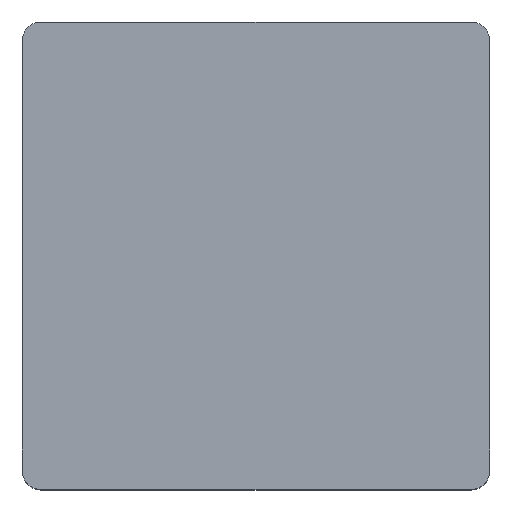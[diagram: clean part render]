
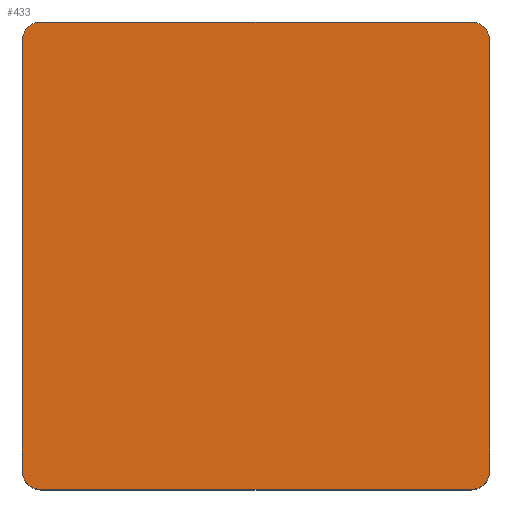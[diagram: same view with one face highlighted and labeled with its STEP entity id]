
A CAD part, top view. The second image highlights one B-rep face of the part: STEP entity #433.
In plain terms, the highlighted planar face has unit normal (0, 0, 1).
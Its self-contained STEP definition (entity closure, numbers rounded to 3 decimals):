
#143 = VERTEX_POINT('',#144);
#144 = CARTESIAN_POINT('',(1.,0.,17.6));
#150 = EDGE_CURVE('',#143,#151,#153,.T.);
#151 = VERTEX_POINT('',#152);
#152 = CARTESIAN_POINT('',(24.4,0.,17.6));
#153 = LINE('',#154,#155);
#154 = CARTESIAN_POINT('',(0.,0.,17.6));
#155 = VECTOR('',#156,1.);
#156 = DIRECTION('',(1.,0.,0.));
#174 = VERTEX_POINT('',#175);
#175 = CARTESIAN_POINT('',(25.4,-1.,17.6));
#181 = EDGE_CURVE('',#151,#174,#182,.T.);
#182 = CIRCLE('',#183,1.);
#183 = AXIS2_PLACEMENT_3D('',#184,#185,#186);
#184 = CARTESIAN_POINT('',(24.4,-1.,17.6));
#185 = DIRECTION('',(-0.,-0.,-1.));
#186 = DIRECTION('',(0.,-1.,0.));
#199 = EDGE_CURVE('',#200,#143,#202,.T.);
#200 = VERTEX_POINT('',#201);
#201 = CARTESIAN_POINT('',(0.,-1.,17.6));
#202 = CIRCLE('',#203,1.);
#203 = AXIS2_PLACEMENT_3D('',#204,#205,#206);
#204 = CARTESIAN_POINT('',(1.,-1.,17.6));
#205 = DIRECTION('',(-0.,-0.,-1.));
#206 = DIRECTION('',(0.,-1.,0.));
#224 = EDGE_CURVE('',#174,#225,#227,.T.);
#225 = VERTEX_POINT('',#226);
#226 = CARTESIAN_POINT('',(25.4,-24.4,17.6));
#227 = LINE('',#228,#229);
#228 = CARTESIAN_POINT('',(25.4,0.,17.6));
#229 = VECTOR('',#230,1.);
#230 = DIRECTION('',(0.,-1.,0.));
#248 = VERTEX_POINT('',#249);
#249 = CARTESIAN_POINT('',(0.,-24.4,17.6));
#255 = EDGE_CURVE('',#248,#200,#256,.T.);
#256 = LINE('',#257,#258);
#257 = CARTESIAN_POINT('',(0.,-25.4,17.6));
#258 = VECTOR('',#259,1.);
#259 = DIRECTION('',(0.,1.,0.));
#272 = VERTEX_POINT('',#273);
#273 = CARTESIAN_POINT('',(24.4,-25.4,17.6));
#279 = EDGE_CURVE('',#225,#272,#280,.T.);
#280 = CIRCLE('',#281,1.);
#281 = AXIS2_PLACEMENT_3D('',#282,#283,#284);
#282 = CARTESIAN_POINT('',(24.4,-24.4,17.6));
#283 = DIRECTION('',(-0.,-0.,-1.));
#284 = DIRECTION('',(0.,-1.,0.));
#297 = EDGE_CURVE('',#298,#248,#300,.T.);
#298 = VERTEX_POINT('',#299);
#299 = CARTESIAN_POINT('',(1.,-25.4,17.6));
#300 = CIRCLE('',#301,1.);
#301 = AXIS2_PLACEMENT_3D('',#302,#303,#304);
#302 = CARTESIAN_POINT('',(1.,-24.4,17.6));
#303 = DIRECTION('',(-0.,-0.,-1.));
#304 = DIRECTION('',(0.,-1.,0.));
#322 = EDGE_CURVE('',#272,#298,#323,.T.);
#323 = LINE('',#324,#325);
#324 = CARTESIAN_POINT('',(25.4,-25.4,17.6));
#325 = VECTOR('',#326,1.);
#326 = DIRECTION('',(-1.,0.,0.));
#433 = ADVANCED_FACE('',(#434),#444,.T.);
#434 = FACE_BOUND('',#435,.T.);
#435 = EDGE_LOOP('',(#436,#437,#438,#439,#440,#441,#442,#443));
#436 = ORIENTED_EDGE('',*,*,#150,.F.);
#437 = ORIENTED_EDGE('',*,*,#199,.F.);
#438 = ORIENTED_EDGE('',*,*,#255,.F.);
#439 = ORIENTED_EDGE('',*,*,#297,.F.);
#440 = ORIENTED_EDGE('',*,*,#322,.F.);
#441 = ORIENTED_EDGE('',*,*,#279,.F.);
#442 = ORIENTED_EDGE('',*,*,#224,.F.);
#443 = ORIENTED_EDGE('',*,*,#181,.F.);
#444 = PLANE('',#445);
#445 = AXIS2_PLACEMENT_3D('',#446,#447,#448);
#446 = CARTESIAN_POINT('',(12.7,-12.7,17.6));
#447 = DIRECTION('',(0.,0.,1.));
#448 = DIRECTION('',(1.,0.,0.));
